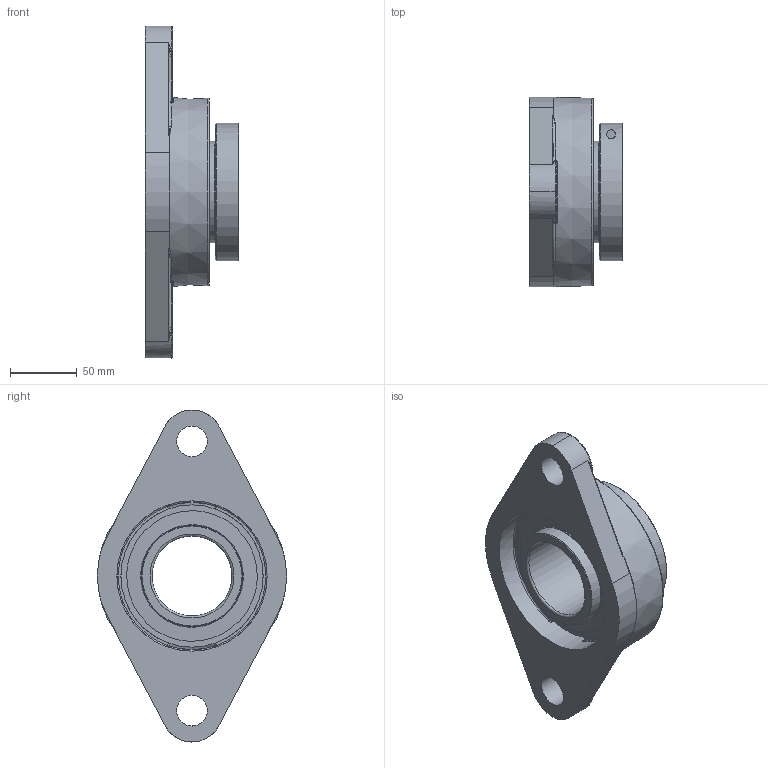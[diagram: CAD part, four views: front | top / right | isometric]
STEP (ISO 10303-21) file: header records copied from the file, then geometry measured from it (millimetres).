
FILE_DESCRIPTION(('HOOPS Exchange Step'),'2;1');
FILE_NAME('export-E29CFB4A-288C-4F44-843F-DEC4FE3CE5EF.stp','2020-05-28T09:22:25-07:00',('dkerr'),('Alibre'),'HOOPS Exchange 2020.0','Alibre','Unknown authorisation');
FILE_SCHEMA( ('AP242_MANAGED_MODEL_BASED_3D_ENGINEERING_MIM_LF {1 0 10303 442 1 1 4 }') );
Length unit declared in the file: inch
Products named in the file (8): MRN SFLM L4L 212; MRN SUE 212 L4L (60mm) (Race); MRN SUE 212 L4L (Ball); MRN SUE 212 L4L (Shield); MRN SUE 212 L4L (Lock Ring); MRN SUE 212 L4L (Bolt); MRN SUE 212 L4L (60mm); MRN SUESFLM 212 L4L (60mm)
Assembly tree (8 placements, depth 3):
  MRN SUESFLM 212 L4L (60mm)
    MRN SFLM L4L 212
    MRN SUE 212 L4L (60mm)
      MRN SUE 212 L4L (60mm) (Race)
      MRN SUE 212 L4L (Ball)
      MRN SUE 212 L4L (Shield)  x2
      MRN SUE 212 L4L (Lock Ring)
      MRN SUE 212 L4L (Bolt)
Bounding box: 70.2 x 142 x 249 mm (x, y, z)
Volume: 649869.6 mm3; surface area: 165005.2 mm2
Topology: 17 solids, 17 shells, 245 faces, 659 edges, 423 vertices
Faces by surface type: plane 75, cylinder 67, torus 35, cone 31, sphere 21, bspline 16
Full cylindrical faces by diameter (mm): 6.647 x2, 8.4 x1, 13 x1, 23 x2, 60 x1, 76 x4, 77.016 x2, 96 x2, 98 x2, 110.635 x1, 112.635 x1, 120.1 x1
Entity records: 17160 total; most frequent: CARTESIAN_POINT 11104, DIRECTION 1265, ORIENTED_EDGE 1218, EDGE_CURVE 609, AXIS2_PLACEMENT_3D 532, VERTEX_POINT 409, CIRCLE 286, EDGE_LOOP 260
